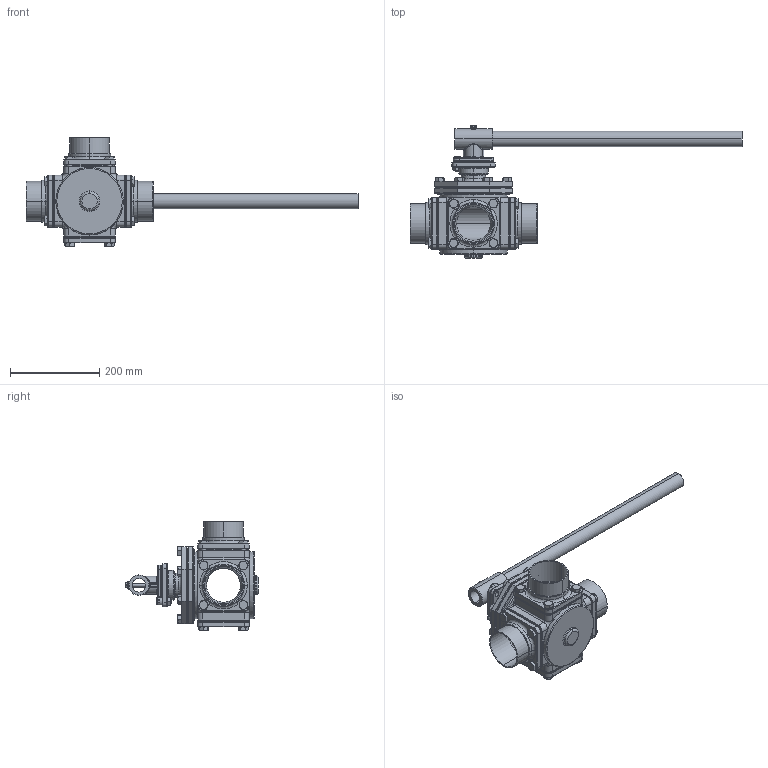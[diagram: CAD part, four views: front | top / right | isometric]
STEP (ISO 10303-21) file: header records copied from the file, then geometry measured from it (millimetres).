
FILE_DESCRIPTION (( 'STEP AP214' ), '1' );
FILE_NAME ('505T-080-3Way.STEP', '2017-10-02T08:51:36', ( '' ), ( '' ), 'SwSTEP 2.0', 'SolidWorks 2012', '' );
FILE_SCHEMA (( 'AUTOMOTIVE_DESIGN' ));
Length unit declared in the file: millimetre
Products named in the file (1): 505T-080-3Way
Bounding box: 742 x 295.2 x 242.7 mm (x, y, z)
Volume: 3826276.3 mm3; surface area: 526508 mm2
Topology: 1 solids, 2 shells, 1092 faces, 2613 edges, 1581 vertices
Faces by surface type: cylinder 320, cone 304, plane 298, torus 140, bspline 22, sphere 8
Entity records: 36774 total; most frequent: CARTESIAN_POINT 11882, DIRECTION 5236, ORIENTED_EDGE 5218, EDGE_CURVE 2609, AXIS2_PLACEMENT_3D 2199, VERTEX_POINT 1581, EDGE_LOOP 1218, CIRCLE 1128
